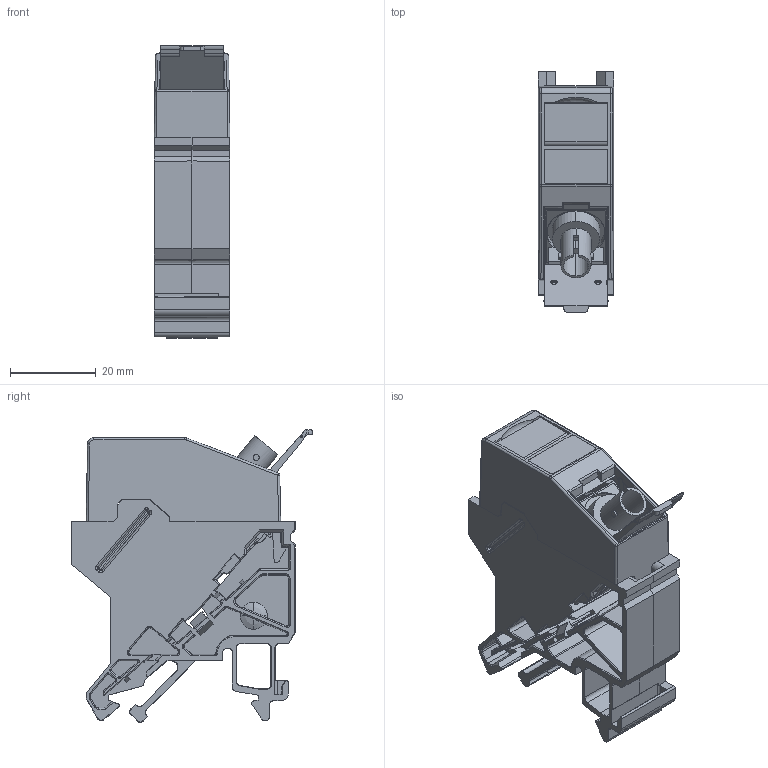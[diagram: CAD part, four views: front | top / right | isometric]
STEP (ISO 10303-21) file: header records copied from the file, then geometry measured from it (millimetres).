
FILE_DESCRIPTION(('CATIA V5 STEP Exchange','CAx-IF Rec.Pracs.--- Model Styling and Organization---1.5--- 2016-08-15','CAx-IF Rec.Pracs.---Supplemental Geometry---1.0---2011-11-01','CAx-IF Rec.Pracs.--- Composite Materials ---1.1---2010-07-15'),'2;1');
FILE_NAME ('032605-3_0', '2025-08-04T11:04:39+00:00', ('none'), ('Weidmueller'), 'CATIA Version 5-6 Release 2024 SP4', 'CATIA V5 STEP AP214 v3', 'none');
FILE_SCHEMA(('AUTOMOTIVE_DESIGN { 1 0 10303 214 1 1 1 1 }'));
Products named in the file (1): 8808340000
Bounding box: 17.7 x 56.12 x 68.14 mm (x, y, z)
Volume: 16811.7 mm3; surface area: 24696.9 mm2
Topology: 1 solids, 1 shells, 1766 faces, 4906 edges, 3118 vertices
Faces by surface type: plane 1128, cylinder 418, cone 69, sphere 53, bspline 52, torus 46
Entity records: 66431 total; most frequent: CARTESIAN_POINT 23548, ORIENTED_EDGE 9726, DIRECTION 7466, EDGE_CURVE 4863, VECTOR 3607, LINE 3607, VERTEX_POINT 3118, AXIS2_PLACEMENT_3D 2178
